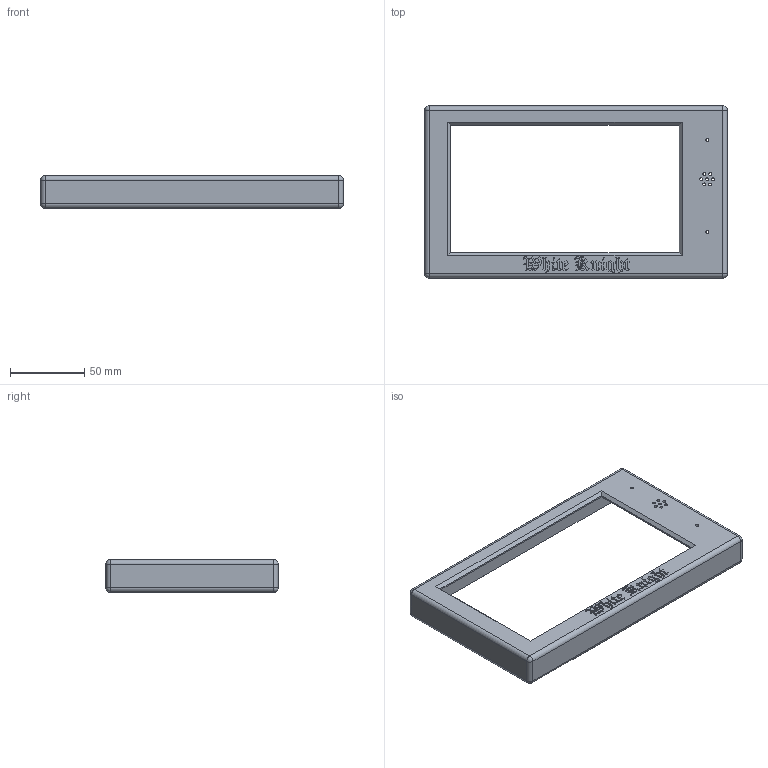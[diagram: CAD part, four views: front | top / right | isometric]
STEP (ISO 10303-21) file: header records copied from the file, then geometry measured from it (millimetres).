
FILE_DESCRIPTION(/* description */ (''),/* implementation_level */ '2;1');
FILE_NAME(/* name */ '1-PanelDue_7i_Version_2_Front WK v7.step',/* time_stamp */ '2019-09-14T12:45:48-04:00',/* author */ (''),/* organization */ (''),/* preprocessor_version */ 'ST-DEVELOPER v18',/* originating_system */ 'Autodesk Translation Framework v8.6.0.1094',/* authorisation */ '');
FILE_SCHEMA (('AUTOMOTIVE_DESIGN { 1 0 10303 214 3 1 1 }'));
Length unit declared in the file: millimetre
Products named in the file (1): 1-PanelDue_7i_Version_2_Front WK
Bounding box: 204 x 116 x 22 mm (x, y, z)
Volume: 63852.4 mm3; surface area: 47242.4 mm2
Topology: 1 solids, 1 shells, 504 faces, 1394 edges, 920 vertices
Faces by surface type: bspline 235, plane 228, cylinder 33, sphere 8
Full cylindrical faces by diameter (mm): 2 x9, 2.5 x4
Entity records: 18192 total; most frequent: CARTESIAN_POINT 6814, ORIENTED_EDGE 2788, DIRECTION 1532, EDGE_CURVE 1394, VERTEX_POINT 920, LINE 856, VECTOR 856, EDGE_LOOP 552
